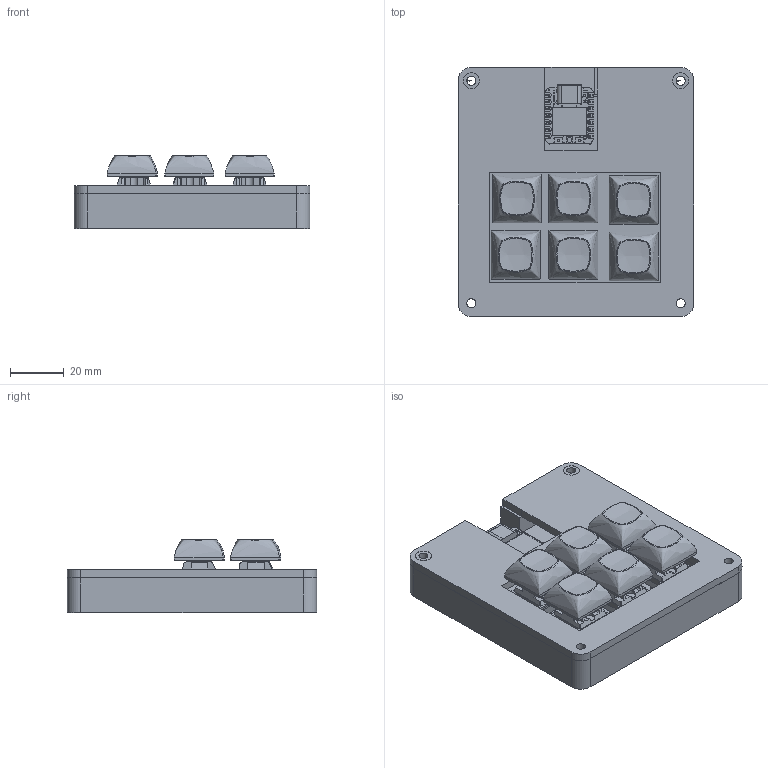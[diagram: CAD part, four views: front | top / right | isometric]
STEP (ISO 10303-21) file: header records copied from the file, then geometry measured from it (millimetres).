
FILE_DESCRIPTION(/* description */ (''),/* implementation_level */ '2;1');
FILE_NAME(/* name */ 'Assembled Hackpad.step',/* time_stamp */ '2025-12-03T20:23:06-07:00',/* author */ (''),/* organization */ (''),/* preprocessor_version */ 'ST-DEVELOPER v20.1',/* originating_system */ 'Autodesk Translation Framework v14.21.0.0',/* authorisation */ '');
FILE_SCHEMA (('AUTOMOTIVE_DESIGN { 1 0 10303 214 3 1 1 }'));
Length unit declared in the file: millimetre
Products named in the file (21): 2025-12-03-10-12-34-906; 2025-12-03-17-14-50-503; 2025-12-03-17-25-15-123; 2025-12-03-17-25-15-124; 2025-12-03-17-25-22-488; 2025-12-03-17-25-22-489; 2025-12-03-17-25-22-490; 2025-12-03-17-25-22-491; 2025-12-03-17-25-22-492; 2025-12-03-17-25-22-493; 2025-12-03-17-25-22-494; 2025-12-03-17-25-22-495; 2025-12-03-17-25-22-496; 2025-12-03-17-25-22-497; 2025-12-03-17-25-22-498; 2025-12-03-17-25-19-277; 2025-12-03-17-25-19-277_1; 2025-12-03-17-25-19-278; 2025-12-03-17-25-19-279; 2025-12-04-02-22-55-688; 2025-12-04-02-22-55-689
Assembly tree (31 placements, depth 5):
  2025-12-03-10-12-34-906
    2025-12-03-17-14-50-503
    2025-12-03-17-25-15-123
      2025-12-03-17-25-15-124
    2025-12-03-17-25-22-488
      2025-12-03-17-25-22-489
        2025-12-03-17-25-22-490
        2025-12-03-17-25-22-491
        2025-12-03-17-25-22-492
        2025-12-03-17-25-22-493
        2025-12-03-17-25-22-494
        2025-12-03-17-25-22-495
        2025-12-03-17-25-22-496
          2025-12-03-17-25-22-497
          2025-12-03-17-25-22-498
    2025-12-03-17-25-19-277_1  x5
      2025-12-03-17-25-19-278
      2025-12-03-17-25-19-279
    2025-12-03-17-25-19-277
      2025-12-03-17-25-19-278
      2025-12-03-17-25-19-279
    2025-12-04-02-22-55-688  x6
      2025-12-04-02-22-55-689
Bounding box: 88 x 93.02 x 27.41 mm (x, y, z)
Volume: 95716.6 mm3; surface area: 68222.7 mm2
Topology: 106 solids, 106 shells, 2487 faces, 6404 edges, 4210 vertices
Faces by surface type: plane 1715, cylinder 472, bspline 264, cone 18, sphere 18
Full cylindrical faces by diameter (mm): 0.203 x98, 0.529 x2, 0.572 x8, 0.6 x2, 0.75 x13, 0.889 x14, 1 x3, 1.1 x2, 1.5 x12, 1.6 x12, 1.7 x12, 1.81 x2, 3.4 x10, 3.85 x6, 4 x6, 5.6 x12, 6 x2
Entity records: 50785 total; most frequent: CARTESIAN_POINT 13392, ORIENTED_EDGE 7808, DIRECTION 6720, EDGE_CURVE 3904, LINE 2698, VECTOR 2698, VERTEX_POINT 2590, AXIS2_PLACEMENT_3D 2011
